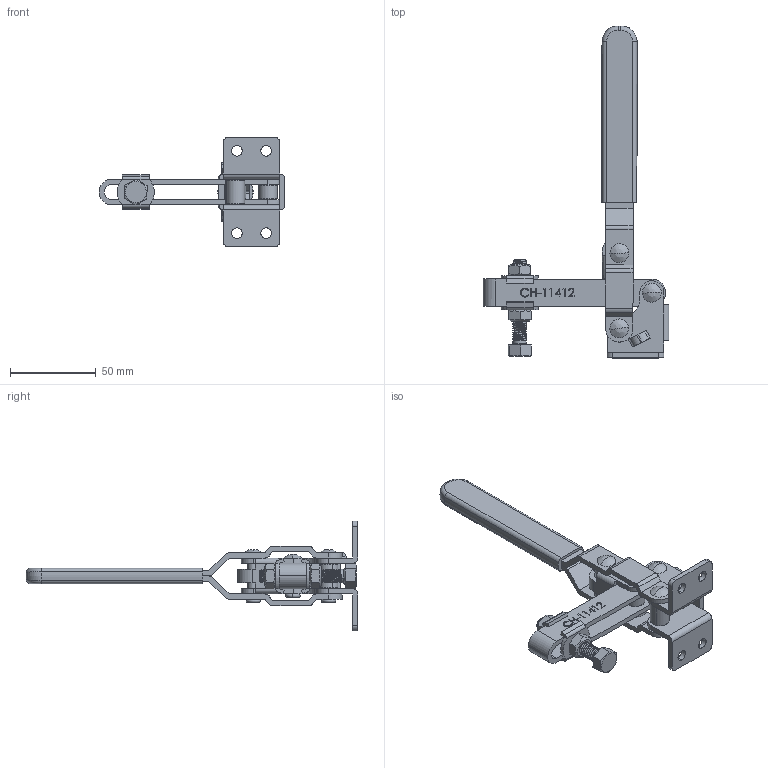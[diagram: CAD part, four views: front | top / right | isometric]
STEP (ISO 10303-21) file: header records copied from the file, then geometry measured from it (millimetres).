
FILE_DESCRIPTION (( 'STEP AP203' ), '1' );
FILE_NAME ('CH-11412.STEP', '2012-09-27T01:03:35', ( '微软用户' ), ( '微软中国' ), 'SwSTEP 2.0', 'SolidWorks 2010', '' );
FILE_SCHEMA (( 'CONFIG_CONTROL_DESIGN' ));
Length unit declared in the file: millimetre
Products named in the file (13): CH-11412-03 HANDLE ; CH-11412-02 U-BAR; CH-FW-516; M8 Nut; CH-11412-08; CH-11412; CH-11412-01 FLANGED BASE; CH-11412-04 CONNECTING-PLATE; CH-11412-06; CH-11412-07; CH-SA-085012 SPINDLE SUPPLIED; CH-11412-09; CH-11412-05
Assembly tree (17 placements, depth 2):
  CH-11412
    CH-11412-02 U-BAR
    CH-11412-09  x2
    CH-11412-01 FLANGED BASE
    CH-11412-08  x2
    CH-11412-03 HANDLE 
    CH-11412-07
    M8 Nut  x2
    CH-FW-516  x2
    CH-11412-05  x2
    CH-11412-06
    CH-11412-04 CONNECTING-PLATE
    CH-SA-085012 SPINDLE SUPPLIED
Bounding box: 108.5 x 193.7 x 64 mm (x, y, z)
Volume: 61871.1 mm3; surface area: 55964.2 mm2
Topology: 18 solids, 18 shells, 790 faces, 2098 edges, 1360 vertices
Faces by surface type: plane 313, cylinder 254, bspline 165, cone 46, torus 12
Entity records: 42437 total; most frequent: CARTESIAN_POINT 24449, ORIENTED_EDGE 3804, DIRECTION 2840, EDGE_CURVE 1902, VERTEX_POINT 1248, VECTOR 1064, LINE 1064, AXIS2_PLACEMENT_3D 888
